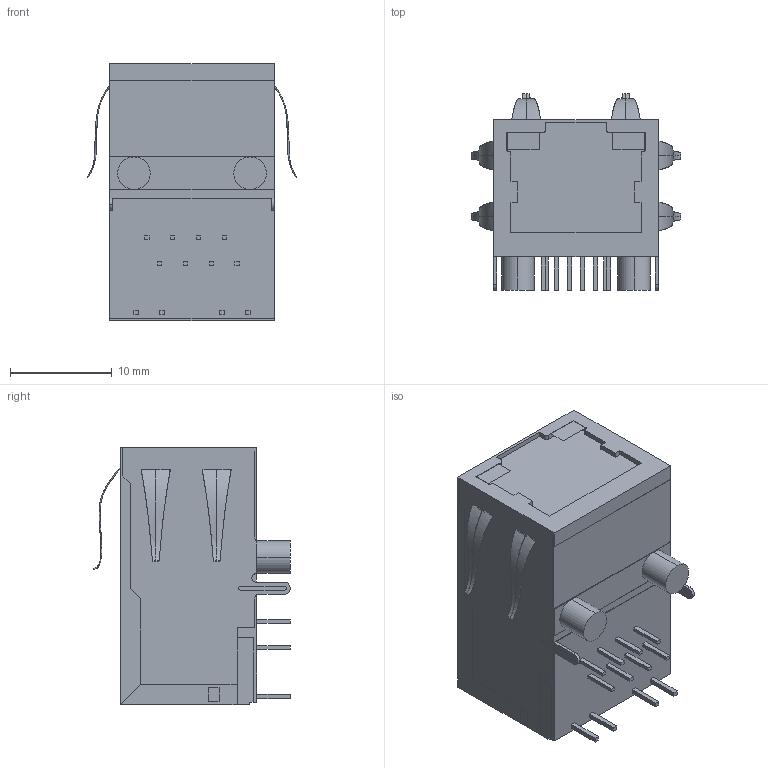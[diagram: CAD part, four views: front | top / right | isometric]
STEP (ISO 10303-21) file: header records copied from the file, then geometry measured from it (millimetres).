
FILE_DESCRIPTION (( 'STEP AP214' ), '1' );
FILE_NAME ('ARJC01-111002.STEP', '2015-02-23T11:01:44', ( 'D4' ), ( '' ), 'SwSTEP 2.0', 'SolidWorks 2012', '' );
FILE_SCHEMA (( 'AUTOMOTIVE_DESIGN' ));
Length unit declared in the file: millimetre
Products named in the file (1): ARJC01-111002
Bounding box: 20.66 x 19.37 x 25.3 mm (x, y, z)
Volume: 5506.3 mm3; surface area: 2333.1 mm2
Topology: 3 solids, 3 shells, 316 faces, 865 edges, 596 vertices
Faces by surface type: plane 231, bspline 64, cylinder 21
Entity records: 17537 total; most frequent: CARTESIAN_POINT 8030, ORIENTED_EDGE 1730, DIRECTION 1327, EDGE_CURVE 865, VECTOR 669, LINE 669, VERTEX_POINT 596, EDGE_LOOP 357
